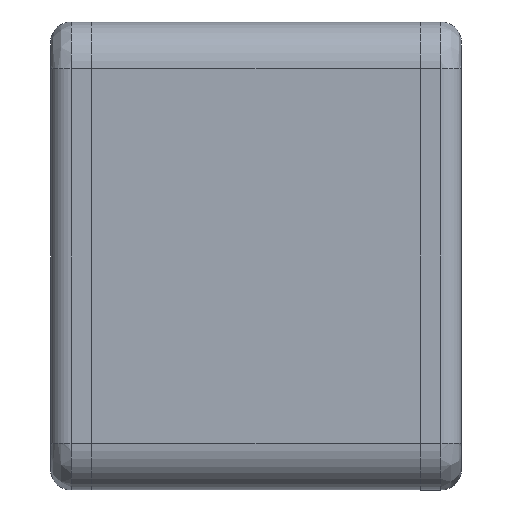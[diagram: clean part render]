
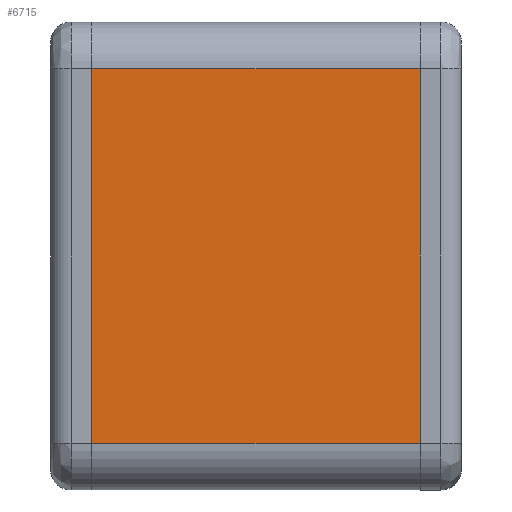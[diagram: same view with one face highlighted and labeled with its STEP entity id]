
A CAD part, front view. The second image highlights one B-rep face of the part: STEP entity #6715.
In plain terms, the highlighted planar face has unit normal (0, -1, 0).
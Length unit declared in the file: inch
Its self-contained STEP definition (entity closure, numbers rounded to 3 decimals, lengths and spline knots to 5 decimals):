
#259 = DIRECTION ( 'NONE',  ( -1., 0., 0. ) ) ;
#354 = EDGE_LOOP ( 'NONE', ( #6940, #3597, #4223, #7636 ) ) ;
#939 = VERTEX_POINT ( 'NONE', #3270 ) ;
#1098 = CARTESIAN_POINT ( 'NONE',  ( -0.0885, 0., 0.1008 ) ) ;
#1433 = CARTESIAN_POINT ( 'NONE',  ( 0.0885, 0., -0.1008 ) ) ;
#1548 = DIRECTION ( 'NONE',  ( 0., 0., 1. ) ) ;
#1824 = DIRECTION ( 'NONE',  ( 0., 0., -1. ) ) ;
#2020 = CARTESIAN_POINT ( 'NONE',  ( 0.0885, 0., 0.126 ) ) ;
#2053 = VECTOR ( 'NONE', #1824, 39.37008 ) ;
#2083 = EDGE_CURVE ( 'NONE', #939, #4878, #4975, .T. ) ;
#2276 = EDGE_CURVE ( 'NONE', #4878, #5276, #3077, .T. ) ;
#2488 = CARTESIAN_POINT ( 'NONE',  ( 0.0885, 0., 0.1008 ) ) ;
#2673 = AXIS2_PLACEMENT_3D ( 'NONE', #2020, #7421, #1548 ) ;
#3067 = CARTESIAN_POINT ( 'NONE',  ( 0.0885, 0., -0.1008 ) ) ;
#3077 = LINE ( 'NONE', #2488, #5504 ) ;
#3270 = CARTESIAN_POINT ( 'NONE',  ( -0.0885, 0., -0.1008 ) ) ;
#3597 = ORIENTED_EDGE ( 'NONE', *, *, #7703, .F. ) ;
#3631 = FACE_OUTER_BOUND ( 'NONE', #354, .T. ) ;
#3645 = VERTEX_POINT ( 'NONE', #3067 ) ;
#3833 = DIRECTION ( 'NONE',  ( 0., 0., 1. ) ) ;
#4223 = ORIENTED_EDGE ( 'NONE', *, *, #2276, .F. ) ;
#4336 = LINE ( 'NONE', #1433, #6436 ) ;
#4630 = VECTOR ( 'NONE', #3833, 39.37008 ) ;
#4878 = VERTEX_POINT ( 'NONE', #1098 ) ;
#4885 = DIRECTION ( 'NONE',  ( 1., 0., 0. ) ) ;
#4975 = LINE ( 'NONE', #6870, #4630 ) ;
#4977 = LINE ( 'NONE', #7383, #2053 ) ;
#5276 = VERTEX_POINT ( 'NONE', #5537 ) ;
#5445 = PLANE ( 'NONE',  #2673 ) ;
#5504 = VECTOR ( 'NONE', #4885, 39.37008 ) ;
#5537 = CARTESIAN_POINT ( 'NONE',  ( 0.0885, 0., 0.1008 ) ) ;
#5980 = EDGE_CURVE ( 'NONE', #3645, #939, #4336, .T. ) ;
#6436 = VECTOR ( 'NONE', #259, 39.37008 ) ;
#6715 = ADVANCED_FACE ( 'NONE', ( #3631 ), #5445, .F. ) ;
#6870 = CARTESIAN_POINT ( 'NONE',  ( -0.0885, 0., 0.126 ) ) ;
#6940 = ORIENTED_EDGE ( 'NONE', *, *, #5980, .F. ) ;
#7383 = CARTESIAN_POINT ( 'NONE',  ( 0.0885, 0., 0.126 ) ) ;
#7421 = DIRECTION ( 'NONE',  ( 0., 1., 0. ) ) ;
#7636 = ORIENTED_EDGE ( 'NONE', *, *, #2083, .F. ) ;
#7703 = EDGE_CURVE ( 'NONE', #5276, #3645, #4977, .T. ) ;
